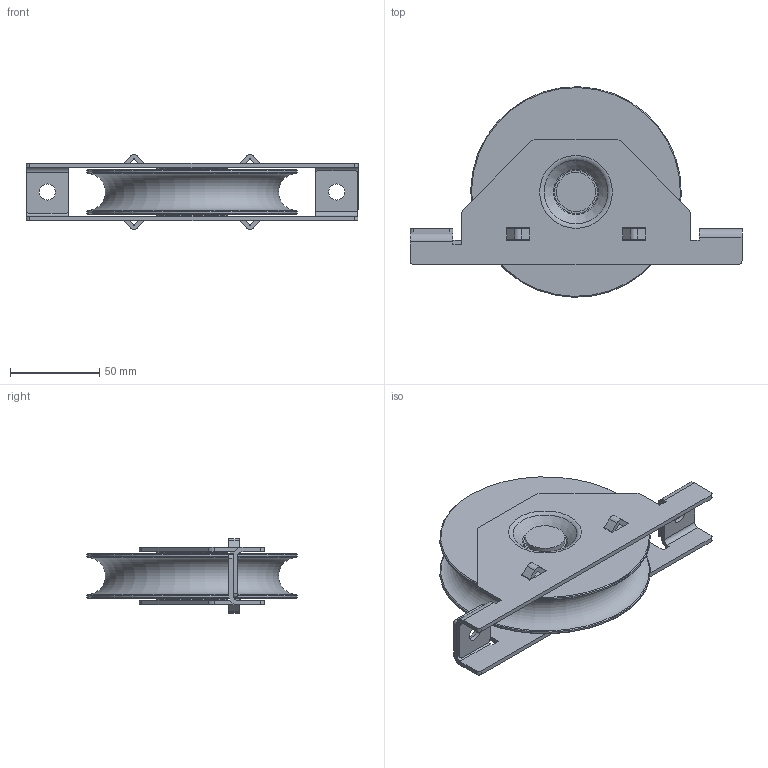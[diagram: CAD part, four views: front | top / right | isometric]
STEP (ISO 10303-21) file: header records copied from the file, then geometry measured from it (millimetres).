
FILE_DESCRIPTION(/* description */ (''),/* implementation_level */ '2;1');
FILE_NAME(/* name */ '22120R21.stp',/* time_stamp */ '2019-08-05T14:09:03+02:00',/* author */ ('Marc'),/* organization */ (''),/* preprocessor_version */ 'ST-DEVELOPER v17.2',/* originating_system */ 'Autodesk Inventor 2019',/* authorisation */ '');
FILE_SCHEMA (('AUTOMOTIVE_DESIGN { 1 0 10303 214 3 1 1 }'));
Length unit declared in the file: millimetre
Products named in the file (5): 22120R21; 22762; 19729; 09169; 19728_B
Assembly tree (5 placements, depth 2):
  22120R21
    22762
    19729
    09169
    19728_B  x2
Bounding box: 186 x 117.97 x 41.98 mm (x, y, z)
Volume: 237608.3 mm3; surface area: 89768.6 mm2
Topology: 11 solids, 12 shells, 236 faces, 699 edges, 480 vertices
Faces by surface type: plane 113, cylinder 79, torus 26, cone 12, sphere 6
Full cylindrical faces by diameter (mm): 9 x2, 13.5 x1, 16.9 x1, 17 x1, 17.2 x2, 22 x1, 26.78 x4, 37.22 x4, 41 x1, 47 x2, 47.4 x1, 52 x1, 118 x2
Entity records: 5594 total; most frequent: DIRECTION 993, CARTESIAN_POINT 924, ORIENTED_EDGE 872, EDGE_CURVE 436, AXIS2_PLACEMENT_3D 395, VERTEX_POINT 326, CIRCLE 233, LINE 203
